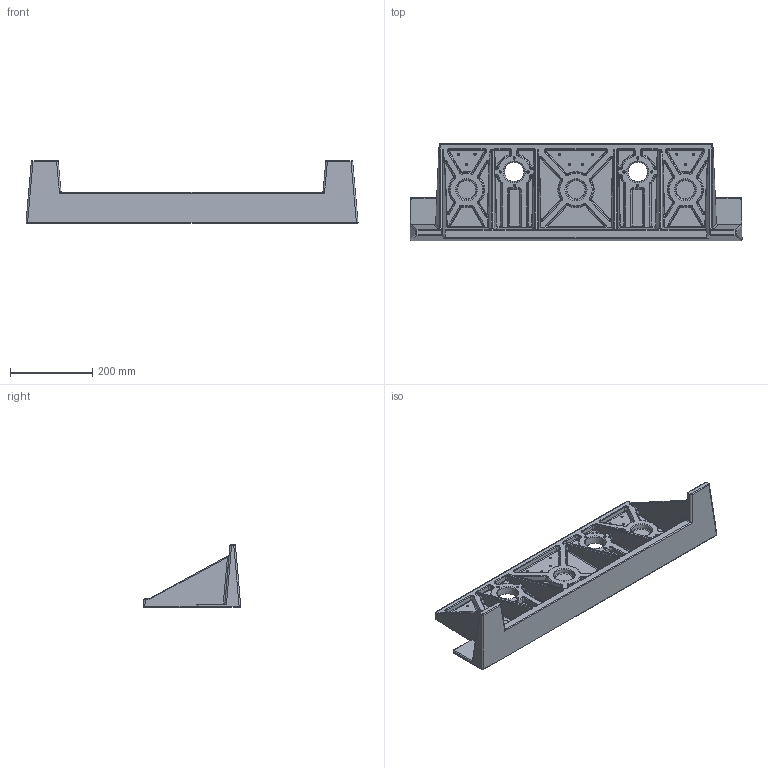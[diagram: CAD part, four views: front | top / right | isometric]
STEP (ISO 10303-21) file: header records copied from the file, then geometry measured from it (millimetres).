
FILE_DESCRIPTION(/* description */ (''),/* implementation_level */ '2;1');
FILE_NAME(/* name */ 'BearingMountPlate_Cast.stp',/* time_stamp */ '2026-03-19T14:05:05+08:00',/* author */ ('User'),/* organization */ (''),/* preprocessor_version */ 'ST-DEVELOPER v20.1',/* originating_system */ 'Autodesk Inventor 2026',/* authorisation */ '');
FILE_SCHEMA (('AUTOMOTIVE_DESIGN { 1 0 10303 214 3 1 1 }'));
Products named in the file (1): BearingMountPlate_Cast-01
Bounding box: 805.62 x 236.76 x 152 mm (x, y, z)
Volume: 4377120.9 mm3; surface area: 617847.1 mm2
Topology: 1 solids, 1 shells, 897 faces, 2181 edges, 1250 vertices
Faces by surface type: bspline 398, cylinder 272, plane 114, torus 68, cone 45
Entity records: 52190 total; most frequent: CARTESIAN_POINT 33069, ORIENTED_EDGE 4242, DIRECTION 3607, EDGE_CURVE 2121, AXIS2_PLACEMENT_3D 1518, VERTEX_POINT 1250, EDGE_LOOP 925, FACE_OUTER_BOUND 897
